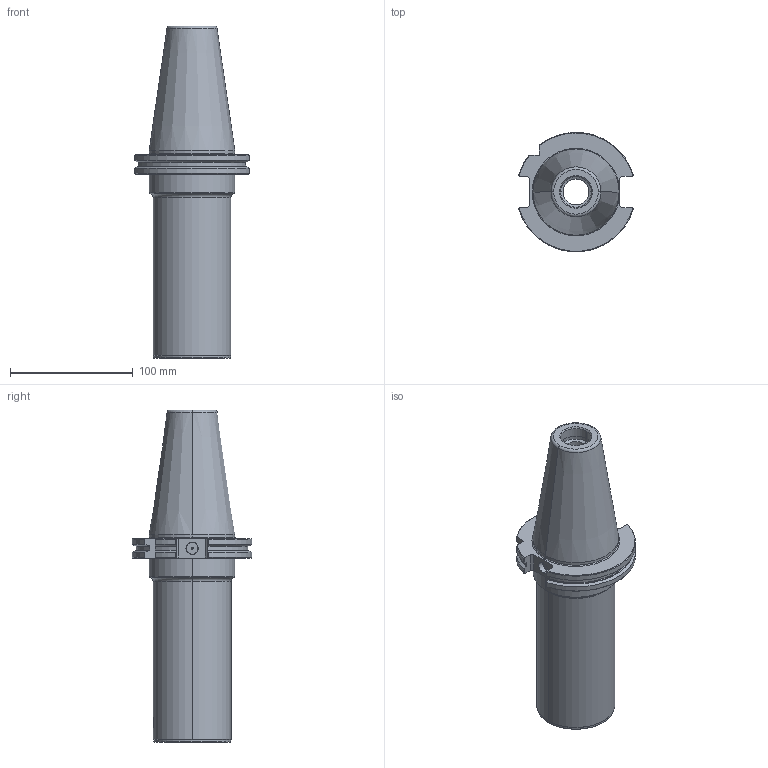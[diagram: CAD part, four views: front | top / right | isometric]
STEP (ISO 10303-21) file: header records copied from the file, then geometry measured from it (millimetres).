
FILE_DESCRIPTION(('no description'),'unknown implementation level');
FILE_NAME('4739FB22-90D0-4AC7-9212-81C85E53AF50_export.stp',' ',('CIMSOURCE GmbH'),('CADClick - KiM GmbH - www.kimweb.de'),'unknown preprocess','ACIS','unknown authorization');
FILE_SCHEMA(('automotive_design'));
Length unit declared in the file: millimetre
Products named in the file (2): 325.965 Kaiser SK50 VBD X CKS6 X 200|690.436 Kaiser ETL M12 X 18 CK6_Standard;NONE; 325.965 Kaiser SK50 VBD X CKS6 X 200|325.965 Kaiser SK50 VBD X CKS6 X 200_Standard;NONE
Bounding box: 93.59 x 97.27 x 270.6 mm (x, y, z)
Volume: 698028.4 mm3; surface area: 88583.8 mm2
Topology: 2 solids, 2 shells, 174 faces, 431 edges, 259 vertices
Faces by surface type: cone 58, plane 55, cylinder 45, torus 16
Entity records: 10224 total; most frequent: CARTESIAN_POINT 1274, DIRECTION 877, STYLED_ITEM 860, PRESENTATION_STYLE_ASSIGNMENT 860, COLOUR_RGB 860, ORIENTED_EDGE 850, EDGE_CURVE 425, CURVE_STYLE 425
